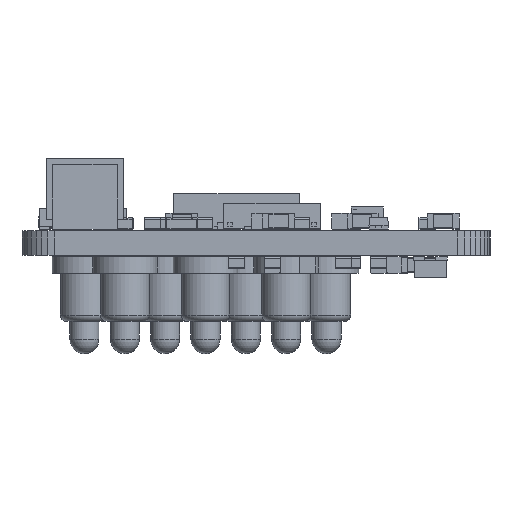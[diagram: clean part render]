
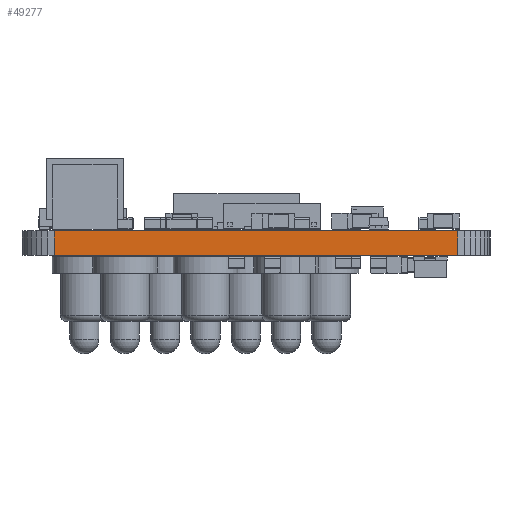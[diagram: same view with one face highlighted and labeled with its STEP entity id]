
A CAD part, left-side view. The second image highlights one B-rep face of the part: STEP entity #49277.
In plain terms, the highlighted planar face has unit normal (-1, 0, 0).
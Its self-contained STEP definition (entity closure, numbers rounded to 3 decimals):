
#46628 = PLANE('',#46629);
#46629 = AXIS2_PLACEMENT_3D('',#46630,#46631,#46632);
#46630 = CARTESIAN_POINT('',(104.214,-61.222,0.757));
#46631 = DIRECTION('',(-0.,-0.,-1.));
#46632 = DIRECTION('',(-1.,0.,0.));
#46682 = PLANE('',#46683);
#46683 = AXIS2_PLACEMENT_3D('',#46684,#46685,#46686);
#46684 = CARTESIAN_POINT('',(104.214,-61.222,0.));
#46685 = DIRECTION('',(-0.,-0.,-1.));
#46686 = DIRECTION('',(-1.,0.,0.));
#49169 = PLANE('',#49170);
#49170 = AXIS2_PLACEMENT_3D('',#49171,#49172,#49173);
#49171 = CARTESIAN_POINT('',(94.019,-68.445,0.));
#49172 = DIRECTION('',(-0.995,-0.098,0.));
#49173 = DIRECTION('',(-0.098,0.995,0.));
#49207 = VERTEX_POINT('',#49208);
#49208 = CARTESIAN_POINT('',(94.,-68.25,0.757));
#49229 = EDGE_CURVE('',#49230,#49207,#49232,.T.);
#49230 = VERTEX_POINT('',#49231);
#49231 = CARTESIAN_POINT('',(94.,-68.25,0.));
#49232 = SURFACE_CURVE('',#49233,(#49237,#49244),.PCURVE_S1.);
#49233 = LINE('',#49234,#49235);
#49234 = CARTESIAN_POINT('',(94.,-68.25,0.));
#49235 = VECTOR('',#49236,1.);
#49236 = DIRECTION('',(0.,0.,1.));
#49237 = PCURVE('',#49169,#49238);
#49238 = DEFINITIONAL_REPRESENTATION('',(#49239),#49243);
#49239 = LINE('',#49240,#49241);
#49240 = CARTESIAN_POINT('',(0.196,0.));
#49241 = VECTOR('',#49242,1.);
#49242 = DIRECTION('',(0.,-1.));
#49243 = ( GEOMETRIC_REPRESENTATION_CONTEXT(2) 
PARAMETRIC_REPRESENTATION_CONTEXT() REPRESENTATION_CONTEXT('2D SPACE',''
  ) );
#49244 = PCURVE('',#49245,#49250);
#49245 = PLANE('',#49246);
#49246 = AXIS2_PLACEMENT_3D('',#49247,#49248,#49249);
#49247 = CARTESIAN_POINT('',(94.,-68.25,0.));
#49248 = DIRECTION('',(-1.,0.,0.));
#49249 = DIRECTION('',(0.,1.,0.));
#49250 = DEFINITIONAL_REPRESENTATION('',(#49251),#49255);
#49251 = LINE('',#49252,#49253);
#49252 = CARTESIAN_POINT('',(0.,0.));
#49253 = VECTOR('',#49254,1.);
#49254 = DIRECTION('',(0.,-1.));
#49255 = ( GEOMETRIC_REPRESENTATION_CONTEXT(2) 
PARAMETRIC_REPRESENTATION_CONTEXT() REPRESENTATION_CONTEXT('2D SPACE',''
  ) );
#49277 = ADVANCED_FACE('',(#49278),#49245,.T.);
#49278 = FACE_BOUND('',#49279,.T.);
#49279 = EDGE_LOOP('',(#49280,#49281,#49304,#49332));
#49280 = ORIENTED_EDGE('',*,*,#49229,.T.);
#49281 = ORIENTED_EDGE('',*,*,#49282,.T.);
#49282 = EDGE_CURVE('',#49207,#49283,#49285,.T.);
#49283 = VERTEX_POINT('',#49284);
#49284 = CARTESIAN_POINT('',(94.,-55.75,0.757));
#49285 = SURFACE_CURVE('',#49286,(#49290,#49297),.PCURVE_S1.);
#49286 = LINE('',#49287,#49288);
#49287 = CARTESIAN_POINT('',(94.,-68.25,0.757));
#49288 = VECTOR('',#49289,1.);
#49289 = DIRECTION('',(0.,1.,0.));
#49290 = PCURVE('',#49245,#49291);
#49291 = DEFINITIONAL_REPRESENTATION('',(#49292),#49296);
#49292 = LINE('',#49293,#49294);
#49293 = CARTESIAN_POINT('',(0.,-0.757));
#49294 = VECTOR('',#49295,1.);
#49295 = DIRECTION('',(1.,0.));
#49296 = ( GEOMETRIC_REPRESENTATION_CONTEXT(2) 
PARAMETRIC_REPRESENTATION_CONTEXT() REPRESENTATION_CONTEXT('2D SPACE',''
  ) );
#49297 = PCURVE('',#46628,#49298);
#49298 = DEFINITIONAL_REPRESENTATION('',(#49299),#49303);
#49299 = LINE('',#49300,#49301);
#49300 = CARTESIAN_POINT('',(10.214,-7.028));
#49301 = VECTOR('',#49302,1.);
#49302 = DIRECTION('',(0.,1.));
#49303 = ( GEOMETRIC_REPRESENTATION_CONTEXT(2) 
PARAMETRIC_REPRESENTATION_CONTEXT() REPRESENTATION_CONTEXT('2D SPACE',''
  ) );
#49304 = ORIENTED_EDGE('',*,*,#49305,.F.);
#49305 = EDGE_CURVE('',#49306,#49283,#49308,.T.);
#49306 = VERTEX_POINT('',#49307);
#49307 = CARTESIAN_POINT('',(94.,-55.75,0.));
#49308 = SURFACE_CURVE('',#49309,(#49313,#49320),.PCURVE_S1.);
#49309 = LINE('',#49310,#49311);
#49310 = CARTESIAN_POINT('',(94.,-55.75,0.));
#49311 = VECTOR('',#49312,1.);
#49312 = DIRECTION('',(0.,0.,1.));
#49313 = PCURVE('',#49245,#49314);
#49314 = DEFINITIONAL_REPRESENTATION('',(#49315),#49319);
#49315 = LINE('',#49316,#49317);
#49316 = CARTESIAN_POINT('',(12.5,0.));
#49317 = VECTOR('',#49318,1.);
#49318 = DIRECTION('',(0.,-1.));
#49319 = ( GEOMETRIC_REPRESENTATION_CONTEXT(2) 
PARAMETRIC_REPRESENTATION_CONTEXT() REPRESENTATION_CONTEXT('2D SPACE',''
  ) );
#49320 = PCURVE('',#49321,#49326);
#49321 = PLANE('',#49322);
#49322 = AXIS2_PLACEMENT_3D('',#49323,#49324,#49325);
#49323 = CARTESIAN_POINT('',(94.,-55.75,0.));
#49324 = DIRECTION('',(-0.995,0.098,0.));
#49325 = DIRECTION('',(0.098,0.995,0.));
#49326 = DEFINITIONAL_REPRESENTATION('',(#49327),#49331);
#49327 = LINE('',#49328,#49329);
#49328 = CARTESIAN_POINT('',(0.,0.));
#49329 = VECTOR('',#49330,1.);
#49330 = DIRECTION('',(0.,-1.));
#49331 = ( GEOMETRIC_REPRESENTATION_CONTEXT(2) 
PARAMETRIC_REPRESENTATION_CONTEXT() REPRESENTATION_CONTEXT('2D SPACE',''
  ) );
#49332 = ORIENTED_EDGE('',*,*,#49333,.F.);
#49333 = EDGE_CURVE('',#49230,#49306,#49334,.T.);
#49334 = SURFACE_CURVE('',#49335,(#49339,#49346),.PCURVE_S1.);
#49335 = LINE('',#49336,#49337);
#49336 = CARTESIAN_POINT('',(94.,-68.25,0.));
#49337 = VECTOR('',#49338,1.);
#49338 = DIRECTION('',(0.,1.,0.));
#49339 = PCURVE('',#49245,#49340);
#49340 = DEFINITIONAL_REPRESENTATION('',(#49341),#49345);
#49341 = LINE('',#49342,#49343);
#49342 = CARTESIAN_POINT('',(0.,0.));
#49343 = VECTOR('',#49344,1.);
#49344 = DIRECTION('',(1.,0.));
#49345 = ( GEOMETRIC_REPRESENTATION_CONTEXT(2) 
PARAMETRIC_REPRESENTATION_CONTEXT() REPRESENTATION_CONTEXT('2D SPACE',''
  ) );
#49346 = PCURVE('',#46682,#49347);
#49347 = DEFINITIONAL_REPRESENTATION('',(#49348),#49352);
#49348 = LINE('',#49349,#49350);
#49349 = CARTESIAN_POINT('',(10.214,-7.028));
#49350 = VECTOR('',#49351,1.);
#49351 = DIRECTION('',(0.,1.));
#49352 = ( GEOMETRIC_REPRESENTATION_CONTEXT(2) 
PARAMETRIC_REPRESENTATION_CONTEXT() REPRESENTATION_CONTEXT('2D SPACE',''
  ) );
